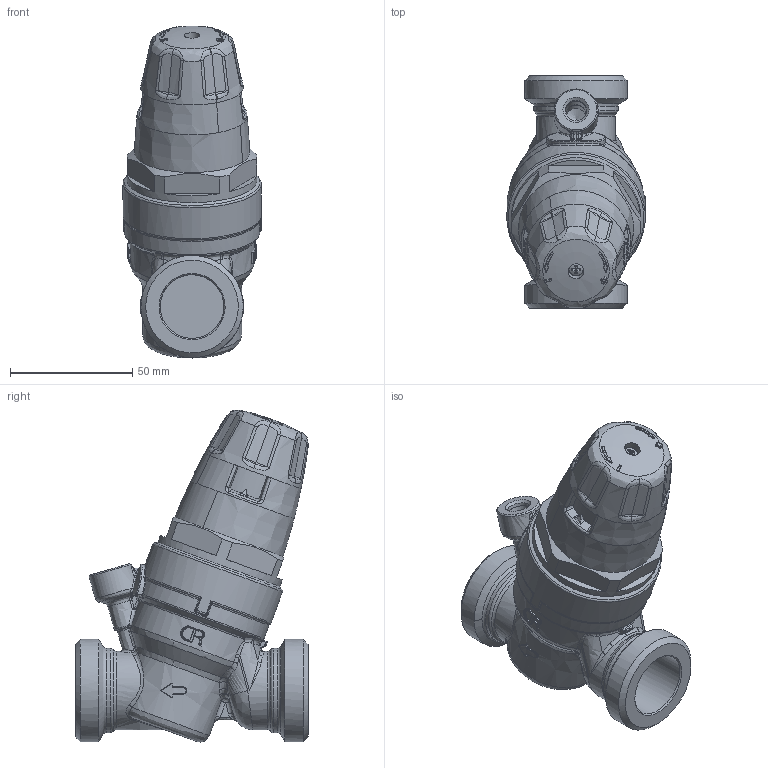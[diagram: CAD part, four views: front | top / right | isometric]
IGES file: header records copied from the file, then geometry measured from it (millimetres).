
Global section: file name: 535860HA; native system: Autodesk Inventor 2025; preprocessor: unknown; author: none; organization: none; date: 20250819.103701; units: inch
Bounding box: 56.4 x 95.09 x 135.6 mm (x, y, z)
Volume: 252619 mm3; surface area: 46725.1 mm2
Topology: 3 solids, 147 shells, 2621 faces, 6335 edges, 3973 vertices
Faces by surface type: bspline 2621
